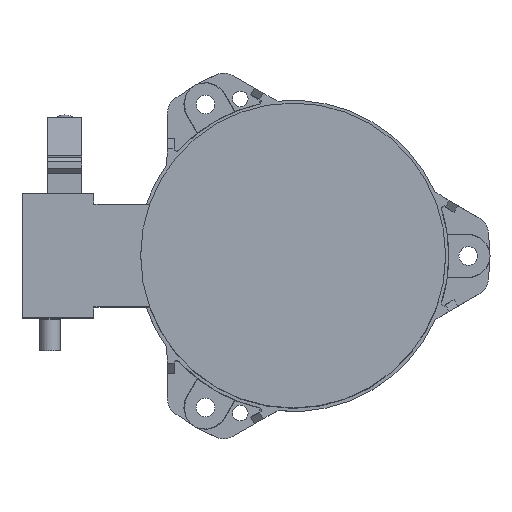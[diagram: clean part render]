
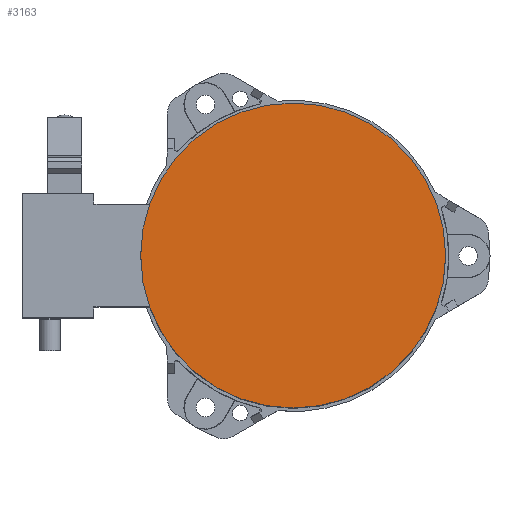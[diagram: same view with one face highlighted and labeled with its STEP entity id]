
A CAD part, top view. The second image highlights one B-rep face of the part: STEP entity #3163.
In plain terms, the highlighted planar face has unit normal (0, 0, 1).
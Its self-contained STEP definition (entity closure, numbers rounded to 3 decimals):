
#119=CIRCLE('',#3204,196.);
#120=CIRCLE('',#3205,196.);
#306=FACE_OUTER_BOUND('',#478,.T.);
#478=EDGE_LOOP('',(#2879,#2880));
#1280=VERTEX_POINT('',#4325);
#1282=VERTEX_POINT('',#4328);
#1591=EDGE_CURVE('',#1282,#1280,#119,.T.);
#1592=EDGE_CURVE('',#1280,#1282,#120,.T.);
#2879=ORIENTED_EDGE('',*,*,#1591,.T.);
#2880=ORIENTED_EDGE('',*,*,#1592,.T.);
#3006=PLANE('',#3375);
#3163=ADVANCED_FACE('',(#306),#3006,.F.);
#3204=AXIS2_PLACEMENT_3D('',#4329,#3490,#3491);
#3205=AXIS2_PLACEMENT_3D('',#4330,#3492,#3493);
#3375=AXIS2_PLACEMENT_3D('',#5615,#4150,#4151);
#3490=DIRECTION('center_axis',(0.,0.,1.));
#3491=DIRECTION('ref_axis',(1.,0.,0.));
#3492=DIRECTION('center_axis',(0.,0.,1.));
#3493=DIRECTION('ref_axis',(1.,0.,0.));
#4150=DIRECTION('center_axis',(0.,0.,-1.));
#4151=DIRECTION('ref_axis',(-1.,0.,0.));
#4325=CARTESIAN_POINT('',(196.,0.,350.));
#4328=CARTESIAN_POINT('',(-196.,0.,350.));
#4329=CARTESIAN_POINT('Origin',(0.,0.,350.));
#4330=CARTESIAN_POINT('Origin',(0.,0.,350.));
#5615=CARTESIAN_POINT('Origin',(215.6,-215.6,350.));
